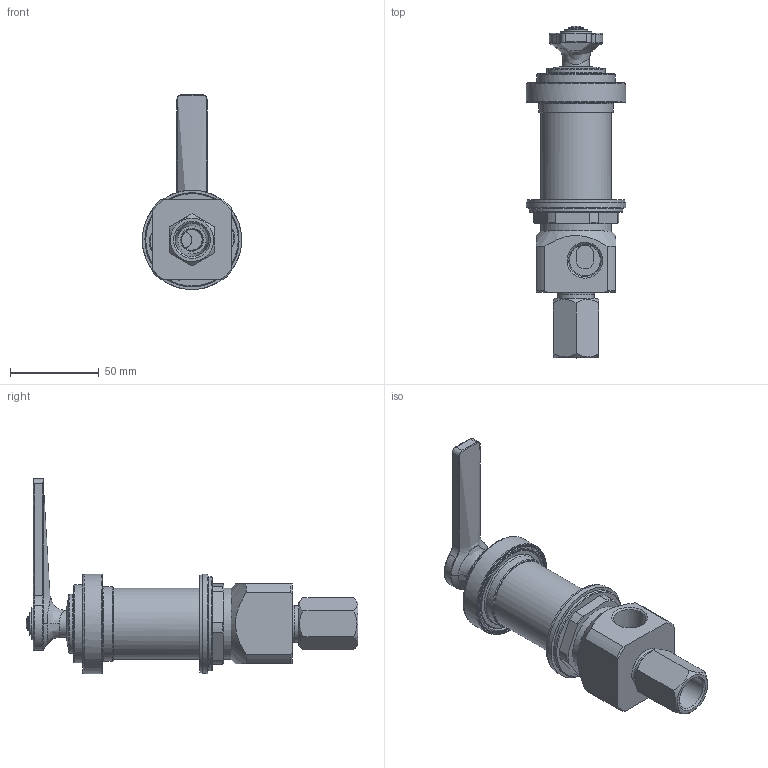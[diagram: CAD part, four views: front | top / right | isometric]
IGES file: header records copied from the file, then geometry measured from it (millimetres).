
Global section: file name: V7KA41-LF; native system: Autodesk Inventor 2018; preprocessor: unknown; author: aduggalther; date: 20171213.080835; units: millimetre
Bounding box: 56 x 187 x 109.92 mm (x, y, z)
Volume: 208207.2 mm3; surface area: 97150.2 mm2
Topology: 22 solids, 22 shells, 567 faces, 1529 edges, 1056 vertices
Faces by surface type: bspline 567
